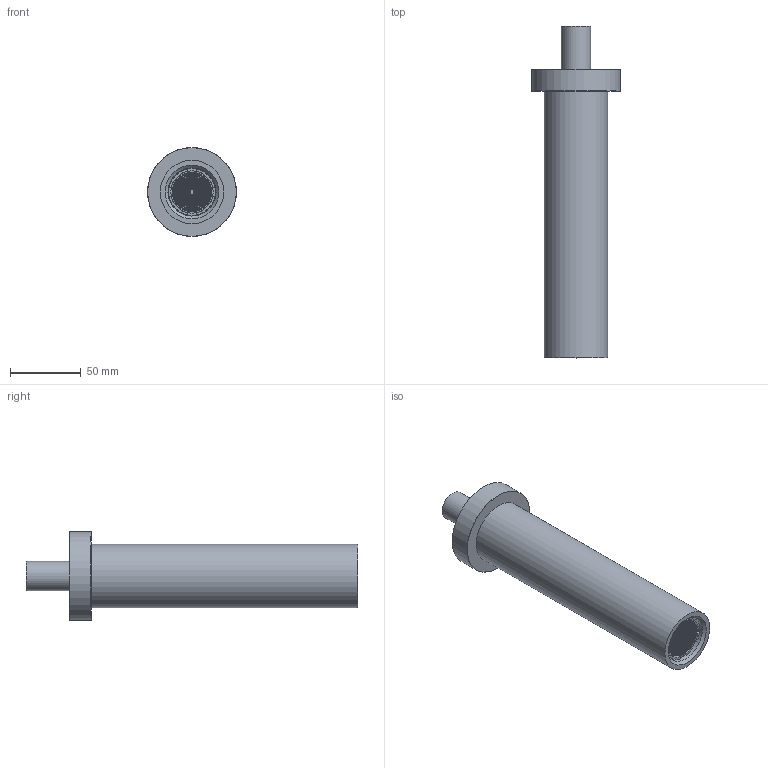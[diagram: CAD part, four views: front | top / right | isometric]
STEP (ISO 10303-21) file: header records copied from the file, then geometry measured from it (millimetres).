
FILE_DESCRIPTION (( 'STEP AP203' ), '1' );
FILE_NAME ('99ZP12651.STEP', '2025-11-11T07:28:14', ( '' ), ( '' ), 'SwSTEP 2.0', 'SolidWorks 2021', '' );
FILE_SCHEMA (( 'CONFIG_CONTROL_DESIGN' ));
Length unit declared in the file: millimetre
Products named in the file (1): 99ZP12651
Bounding box: 63 x 235 x 63 mm (x, y, z)
Volume: 167576.9 mm3; surface area: 66356.7 mm2
Topology: 2 solids, 2 shells, 970 faces, 2390 edges, 1592 vertices
Faces by surface type: cylinder 761, plane 204, cone 3, torus 2
Full cylindrical faces by diameter (mm): 1 x150, 14 x1, 20.8 x1, 28 x1, 30 x1, 32.5 x1, 33 x2, 34 x1, 45 x1, 60 x1, 63 x1
Entity records: 28797 total; most frequent: DIRECTION 5720, CARTESIAN_POINT 4781, ORIENTED_EDGE 4442, AXIS2_PLACEMENT_3D 2528, EDGE_CURVE 2221, VERTEX_POINT 1589, CIRCLE 1557, EDGE_LOOP 1304
